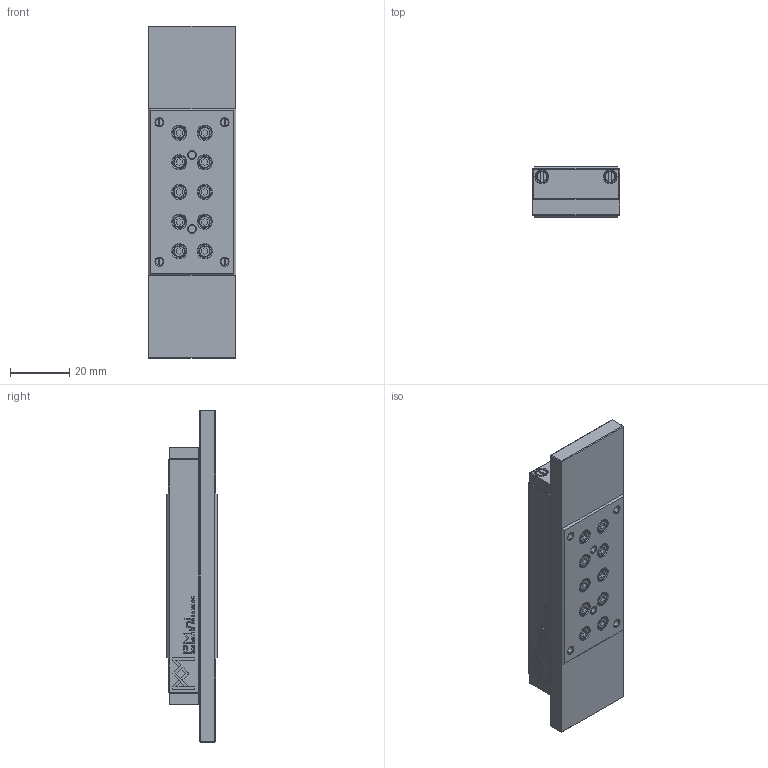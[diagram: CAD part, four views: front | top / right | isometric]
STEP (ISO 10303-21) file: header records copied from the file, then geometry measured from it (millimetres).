
FILE_DESCRIPTION(/* description */ (''),/* implementation_level */ '2;1');
FILE_NAME(/* name */ 'RTNG-1550.stp',/* time_stamp */ '2024-10-01T09:57:44+02:00',/* author */ (''),/* organization */ (''),/* preprocessor_version */ 'ST-DEVELOPER v16.7',/* originating_system */ 'SIEMENS PLM Software NX 12.0',/* authorisation */ '');
FILE_SCHEMA (('AUTOMOTIVE_DESIGN { 1 0 10303 214 3 1 1 1 }'));
Length unit declared in the file: millimetre
Products named in the file (1): RTNG-1550_stp
Bounding box: 29.6 x 17 x 112 mm (x, y, z)
Volume: 40848.8 mm3; surface area: 21371.1 mm2
Topology: 4 solids, 4 shells, 1213 faces, 3065 edges, 1982 vertices
Faces by surface type: plane 762, bspline 180, cylinder 133, cone 76, torus 62
Entity records: 41884 total; most frequent: CARTESIAN_POINT 9561, ORIENTED_EDGE 6130, DIRECTION 5231, EDGE_CURVE 3065, LINE 2135, VECTOR 2135, VERTEX_POINT 1982, AXIS2_PLACEMENT_3D 1548
